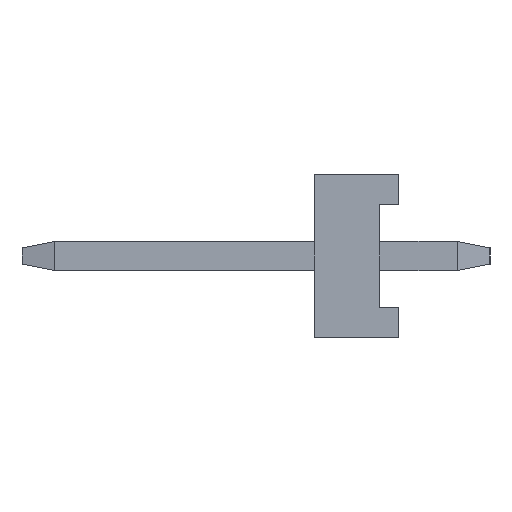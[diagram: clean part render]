
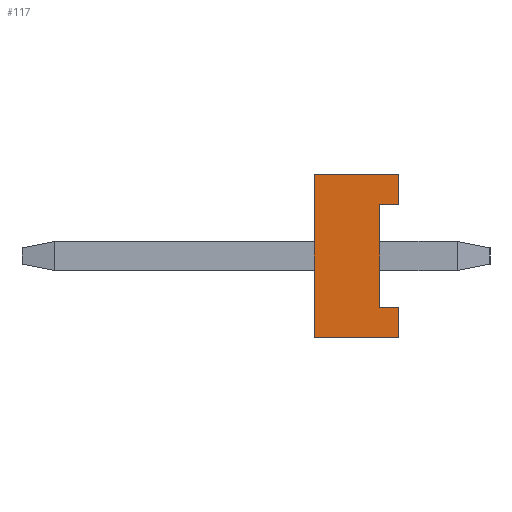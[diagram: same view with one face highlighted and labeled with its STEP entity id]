
A CAD part, left-side view. The second image highlights one B-rep face of the part: STEP entity #117.
In plain terms, the highlighted planar face has unit normal (-1, 0, 0).
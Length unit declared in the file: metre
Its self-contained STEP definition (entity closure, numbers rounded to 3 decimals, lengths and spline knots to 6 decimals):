
#117 = ADVANCED_FACE( '', ( #441 ), #442, .T. );
#441 = FACE_OUTER_BOUND( '', #955, .T. );
#442 = PLANE( '', #956 );
#955 = EDGE_LOOP( '', ( #1896, #1897, #1898, #1899, #1900, #1901, #1902, #1903 ) );
#956 = AXIS2_PLACEMENT_3D( '', #1904, #1905, #1906 );
#1896 = ORIENTED_EDGE( '', *, *, #3598, .T. );
#1897 = ORIENTED_EDGE( '', *, *, #3595, .F. );
#1898 = ORIENTED_EDGE( '', *, *, #3599, .F. );
#1899 = ORIENTED_EDGE( '', *, *, #3600, .T. );
#1900 = ORIENTED_EDGE( '', *, *, #3601, .T. );
#1901 = ORIENTED_EDGE( '', *, *, #3385, .T. );
#1902 = ORIENTED_EDGE( '', *, *, #3602, .T. );
#1903 = ORIENTED_EDGE( '', *, *, #3603, .F. );
#1904 = CARTESIAN_POINT( '', ( -0.017755, 0.001651, -0.003175 ) );
#1905 = DIRECTION( '', ( -1., 0., 0. ) );
#1906 = DIRECTION( '', ( 0., 0., 1. ) );
#3385 = EDGE_CURVE( '', #4089, #4087, #4090, .T. );
#3595 = EDGE_CURVE( '', #4459, #4461, #4462, .T. );
#3598 = EDGE_CURVE( '', #4466, #4461, #4467, .T. );
#3599 = EDGE_CURVE( '', #4468, #4459, #4469, .T. );
#3600 = EDGE_CURVE( '', #4468, #4470, #4471, .T. );
#3601 = EDGE_CURVE( '', #4470, #4089, #4472, .T. );
#3602 = EDGE_CURVE( '', #4087, #4473, #4474, .T. );
#3603 = EDGE_CURVE( '', #4466, #4473, #4475, .T. );
#4087 = VERTEX_POINT( '', #5176 );
#4089 = VERTEX_POINT( '', #5179 );
#4090 = LINE( '', #5180, #5181 );
#4459 = VERTEX_POINT( '', #5758 );
#4461 = VERTEX_POINT( '', #5761 );
#4462 = LINE( '', #5762, #5763 );
#4466 = VERTEX_POINT( '', #5769 );
#4467 = LINE( '', #5770, #5771 );
#4468 = VERTEX_POINT( '', #5772 );
#4469 = LINE( '', #5773, #5774 );
#4470 = VERTEX_POINT( '', #5775 );
#4471 = LINE( '', #5776, #5777 );
#4472 = LINE( '', #5778, #5779 );
#4473 = VERTEX_POINT( '', #5780 );
#4474 = LINE( '', #5781, #5782 );
#4475 = LINE( '', #5783, #5784 );
#5176 = CARTESIAN_POINT( '', ( -0.017755, -0.000901, -0.002 ) );
#5179 = CARTESIAN_POINT( '', ( -0.017755, -0.001651, -0.002 ) );
#5180 = CARTESIAN_POINT( '', ( -0.017755, -0.001651, -0.002 ) );
#5181 = VECTOR( '', #6601, 1. );
#5758 = CARTESIAN_POINT( '', ( -0.017755, 0.001651, 0.003175 ) );
#5761 = CARTESIAN_POINT( '', ( -0.017755, -0.001651, 0.003175 ) );
#5762 = CARTESIAN_POINT( '', ( -0.017755, 0.001651, 0.003175 ) );
#5763 = VECTOR( '', #6811, 1. );
#5769 = CARTESIAN_POINT( '', ( -0.017755, -0.001651, 0.002 ) );
#5770 = CARTESIAN_POINT( '', ( -0.017755, -0.001651, 0.002 ) );
#5771 = VECTOR( '', #6814, 1. );
#5772 = CARTESIAN_POINT( '', ( -0.017755, 0.001651, -0.003175 ) );
#5773 = CARTESIAN_POINT( '', ( -0.017755, 0.001651, -0.003175 ) );
#5774 = VECTOR( '', #6815, 1. );
#5775 = CARTESIAN_POINT( '', ( -0.017755, -0.001651, -0.003175 ) );
#5776 = CARTESIAN_POINT( '', ( -0.017755, 0.001651, -0.003175 ) );
#5777 = VECTOR( '', #6816, 1. );
#5778 = CARTESIAN_POINT( '', ( -0.017755, -0.001651, -0.003175 ) );
#5779 = VECTOR( '', #6817, 1. );
#5780 = CARTESIAN_POINT( '', ( -0.017755, -0.000901, 0.002 ) );
#5781 = CARTESIAN_POINT( '', ( -0.017755, -0.000901, -0.002 ) );
#5782 = VECTOR( '', #6818, 1. );
#5783 = CARTESIAN_POINT( '', ( -0.017755, -0.001651, 0.002 ) );
#5784 = VECTOR( '', #6819, 1. );
#6601 = DIRECTION( '', ( 0., 1., 0. ) );
#6811 = DIRECTION( '', ( 0., -1., 0. ) );
#6814 = DIRECTION( '', ( 0., 0., 1. ) );
#6815 = DIRECTION( '', ( 0., 0., 1. ) );
#6816 = DIRECTION( '', ( 0., -1., 0. ) );
#6817 = DIRECTION( '', ( 0., 0., 1. ) );
#6818 = DIRECTION( '', ( 0., 0., 1. ) );
#6819 = DIRECTION( '', ( 0., 1., 0. ) );
